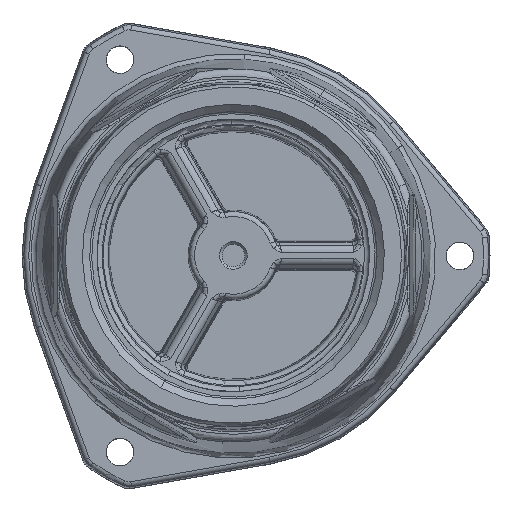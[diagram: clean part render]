
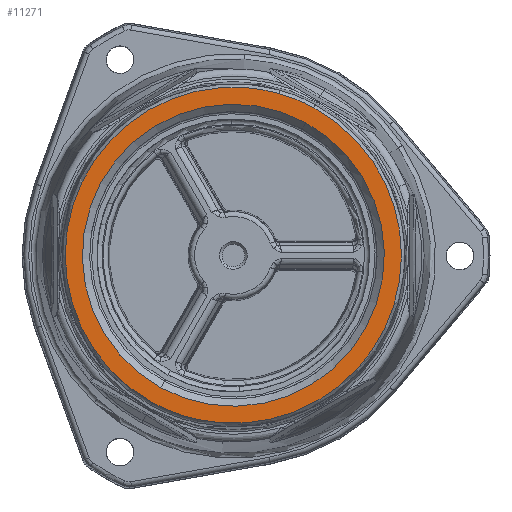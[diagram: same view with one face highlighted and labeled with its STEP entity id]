
A CAD part, top view. The second image highlights one B-rep face of the part: STEP entity #11271.
In plain terms, the highlighted planar face has unit normal (0, 0, 1).
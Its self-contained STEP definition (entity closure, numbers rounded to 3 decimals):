
#11068=AXIS2_PLACEMENT_3D('Circle Axis2P3D',#11066,#11067,$) ;
#11092=AXIS2_PLACEMENT_3D('Circle Axis2P3D',#11090,#11091,$) ;
#11183=AXIS2_PLACEMENT_3D('Plane Axis2P3D',#11180,#11181,#11182) ;
#11056=CARTESIAN_POINT('Vertex',(-14.383,-26.327,89.5)) ;
#11063=CARTESIAN_POINT('Vertex',(14.383,26.327,89.5)) ;
#11066=CARTESIAN_POINT('Axis2P3D Location',(0.,0.,89.5)) ;
#11090=CARTESIAN_POINT('Axis2P3D Location',(0.,0.,89.5)) ;
#11180=CARTESIAN_POINT('Axis2P3D Location',(0.,28.55,89.5)) ;
#11186=CARTESIAN_POINT('Control Point',(9.025,32.149,89.5)) ;
#11187=CARTESIAN_POINT('Control Point',(10.48,31.74,89.5)) ;
#11188=CARTESIAN_POINT('Control Point',(11.912,31.249,89.5)) ;
#11189=CARTESIAN_POINT('Control Point',(13.315,30.678,89.5)) ;
#11190=CARTESIAN_POINT('Control Point',(14.682,30.028,89.5)) ;
#11191=CARTESIAN_POINT('Control Point',(16.009,29.304,89.5)) ;
#11192=CARTESIAN_POINT('Vertex',(9.025,32.149,89.5)) ;
#11194=CARTESIAN_POINT('Vertex',(16.009,29.304,89.5)) ;
#11198=CARTESIAN_POINT('Control Point',(-16.009,-29.304,89.5)) ;
#11199=CARTESIAN_POINT('Control Point',(-18.741,-27.811,89.5)) ;
#11200=CARTESIAN_POINT('Control Point',(-21.3,-25.999,89.5)) ;
#11201=CARTESIAN_POINT('Control Point',(-23.635,-23.896,89.5)) ;
#11202=CARTESIAN_POINT('Control Point',(-27.772,-19.185,89.5)) ;
#11203=CARTESIAN_POINT('Control Point',(-30.715,-13.648,89.5)) ;
#11204=CARTESIAN_POINT('Control Point',(-31.855,-10.72,89.5)) ;
#11205=CARTESIAN_POINT('Control Point',(-33.432,-4.651,89.5)) ;
#11206=CARTESIAN_POINT('Control Point',(-33.571,1.617,89.5)) ;
#11207=CARTESIAN_POINT('Control Point',(-33.274,4.746,89.5)) ;
#11208=CARTESIAN_POINT('Control Point',(-31.954,10.875,89.5)) ;
#11209=CARTESIAN_POINT('Control Point',(-29.261,16.537,89.5)) ;
#11210=CARTESIAN_POINT('Control Point',(-27.588,19.198,89.5)) ;
#11211=CARTESIAN_POINT('Control Point',(-23.654,24.08,89.5)) ;
#11212=CARTESIAN_POINT('Control Point',(-18.703,27.926,89.5)) ;
#11213=CARTESIAN_POINT('Control Point',(-16.013,29.551,89.5)) ;
#11214=CARTESIAN_POINT('Control Point',(-10.303,32.144,89.5)) ;
#11215=CARTESIAN_POINT('Control Point',(-4.151,33.353,89.5)) ;
#11216=CARTESIAN_POINT('Control Point',(-1.018,33.595,89.5)) ;
#11217=CARTESIAN_POINT('Control Point',(2.904,33.438,89.5)) ;
#11218=CARTESIAN_POINT('Control Point',(6.739,32.719,89.5)) ;
#11219=CARTESIAN_POINT('Control Point',(7.506,32.551,89.5)) ;
#11220=CARTESIAN_POINT('Control Point',(8.269,32.361,89.5)) ;
#11221=CARTESIAN_POINT('Control Point',(9.025,32.149,89.5)) ;
#11222=CARTESIAN_POINT('Vertex',(-16.009,-29.304,89.5)) ;
#11226=CARTESIAN_POINT('Control Point',(-6.983,-32.653,89.5)) ;
#11227=CARTESIAN_POINT('Control Point',(-8.872,-32.249,89.5)) ;
#11228=CARTESIAN_POINT('Control Point',(-10.733,-31.708,89.5)) ;
#11229=CARTESIAN_POINT('Control Point',(-12.55,-31.034,89.5)) ;
#11230=CARTESIAN_POINT('Control Point',(-14.313,-30.23,89.5)) ;
#11231=CARTESIAN_POINT('Control Point',(-16.009,-29.304,89.5)) ;
#11232=CARTESIAN_POINT('Vertex',(-6.983,-32.653,89.5)) ;
#11236=CARTESIAN_POINT('Control Point',(16.009,29.304,89.5)) ;
#11237=CARTESIAN_POINT('Control Point',(18.741,27.811,89.5)) ;
#11238=CARTESIAN_POINT('Control Point',(21.3,25.999,89.5)) ;
#11239=CARTESIAN_POINT('Control Point',(23.635,23.896,89.5)) ;
#11240=CARTESIAN_POINT('Control Point',(27.772,19.185,89.5)) ;
#11241=CARTESIAN_POINT('Control Point',(30.715,13.648,89.5)) ;
#11242=CARTESIAN_POINT('Control Point',(31.855,10.72,89.5)) ;
#11243=CARTESIAN_POINT('Control Point',(33.432,4.651,89.5)) ;
#11244=CARTESIAN_POINT('Control Point',(33.571,-1.617,89.5)) ;
#11245=CARTESIAN_POINT('Control Point',(33.274,-4.746,89.5)) ;
#11246=CARTESIAN_POINT('Control Point',(31.954,-10.875,89.5)) ;
#11247=CARTESIAN_POINT('Control Point',(29.261,-16.537,89.5)) ;
#11248=CARTESIAN_POINT('Control Point',(27.588,-19.198,89.5)) ;
#11249=CARTESIAN_POINT('Control Point',(23.654,-24.08,89.5)) ;
#11250=CARTESIAN_POINT('Control Point',(18.703,-27.926,89.5)) ;
#11251=CARTESIAN_POINT('Control Point',(16.013,-29.551,89.5)) ;
#11252=CARTESIAN_POINT('Control Point',(10.303,-32.144,89.5)) ;
#11253=CARTESIAN_POINT('Control Point',(4.151,-33.353,89.5)) ;
#11254=CARTESIAN_POINT('Control Point',(1.018,-33.595,89.5)) ;
#11255=CARTESIAN_POINT('Control Point',(-2.481,-33.455,89.5)) ;
#11256=CARTESIAN_POINT('Control Point',(-5.91,-32.867,89.5)) ;
#11257=CARTESIAN_POINT('Control Point',(-6.269,-32.801,89.5)) ;
#11258=CARTESIAN_POINT('Control Point',(-6.626,-32.729,89.5)) ;
#11259=CARTESIAN_POINT('Control Point',(-6.983,-32.653,89.5)) ;
#11067=DIRECTION('Axis2P3D Direction',(0.,0.,1.)) ;
#11091=DIRECTION('Axis2P3D Direction',(0.,0.,1.)) ;
#11181=DIRECTION('Axis2P3D Direction',(0.,0.,-1.)) ;
#11182=DIRECTION('Axis2P3D XDirection',(1.,0.,0.)) ;
#11262=ORIENTED_EDGE('',*,*,#11196,.F.) ;
#11263=ORIENTED_EDGE('',*,*,#11224,.F.) ;
#11264=ORIENTED_EDGE('',*,*,#11234,.F.) ;
#11265=ORIENTED_EDGE('',*,*,#11260,.F.) ;
#11268=ORIENTED_EDGE('',*,*,#11094,.T.) ;
#11269=ORIENTED_EDGE('',*,*,#11070,.T.) ;
#11270=FACE_BOUND('',#11267,.T.) ;
#11271=ADVANCED_FACE('110106400004.1',(#11266,#11270),#11184,.F.) ;
#11185=B_SPLINE_CURVE_WITH_KNOTS('',5,(#11186,#11187,#11188,#11189,#11190,#11191),.UNSPECIFIED.,.F.,.U.,(6,6),(138.562,149.319),.UNSPECIFIED.) ;
#11197=B_SPLINE_CURVE_WITH_KNOTS('',5,(#11198,#11199,#11200,#11201,#11202,#11203,#11204,#11205,#11206,#11207,#11208,#11209,#11210,#11211,#11212,#11213,#11214,#11215,#11216,#11217,#11218,#11219,#11220,#11221),.UNSPECIFIED.,.F.,.U.,(6,3,3,3,3,3,3,6),(0.,22.162,44.324,66.487,88.647,110.81,132.973,138.562),.UNSPECIFIED.) ;
#11225=B_SPLINE_CURVE_WITH_KNOTS('',5,(#11226,#11227,#11228,#11229,#11230,#11231),.UNSPECIFIED.,.F.,.U.,(6,6),(135.567,149.319),.UNSPECIFIED.) ;
#11235=B_SPLINE_CURVE_WITH_KNOTS('',5,(#11236,#11237,#11238,#11239,#11240,#11241,#11242,#11243,#11244,#11245,#11246,#11247,#11248,#11249,#11250,#11251,#11252,#11253,#11254,#11255,#11256,#11257,#11258,#11259),.UNSPECIFIED.,.F.,.U.,(6,3,3,3,3,3,3,6),(0.,22.162,44.324,66.487,88.647,110.81,132.973,135.567),.UNSPECIFIED.) ;
#11069=CIRCLE('generated circle',#11068,30.) ;
#11093=CIRCLE('generated circle',#11092,30.) ;
#11070=EDGE_CURVE('',#11057,#11064,#11069,.F.) ;
#11094=EDGE_CURVE('',#11064,#11057,#11093,.F.) ;
#11196=EDGE_CURVE('',#11193,#11195,#11185,.T.) ;
#11224=EDGE_CURVE('',#11223,#11193,#11197,.T.) ;
#11234=EDGE_CURVE('',#11233,#11223,#11225,.T.) ;
#11260=EDGE_CURVE('',#11195,#11233,#11235,.T.) ;
#11261=EDGE_LOOP('',(#11262,#11263,#11264,#11265)) ;
#11267=EDGE_LOOP('',(#11268,#11269)) ;
#11266=FACE_OUTER_BOUND('',#11261,.T.) ;
#11184=PLANE('',#11183) ;
#11057=VERTEX_POINT('',#11056) ;
#11064=VERTEX_POINT('',#11063) ;
#11193=VERTEX_POINT('',#11192) ;
#11195=VERTEX_POINT('',#11194) ;
#11223=VERTEX_POINT('',#11222) ;
#11233=VERTEX_POINT('',#11232) ;
